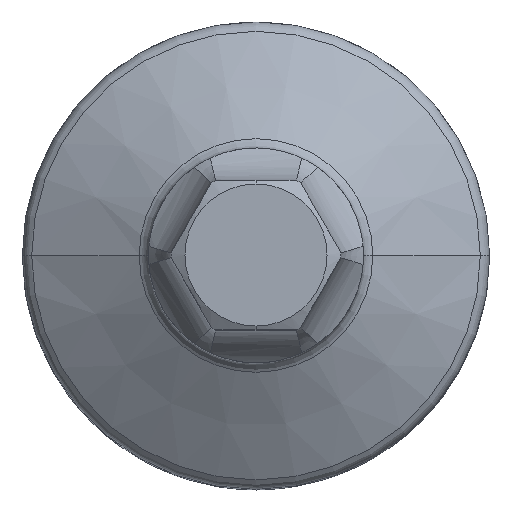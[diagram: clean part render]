
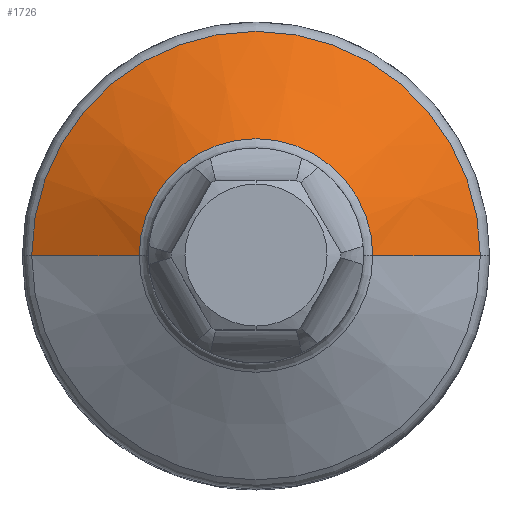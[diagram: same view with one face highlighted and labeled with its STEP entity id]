
A CAD part, top view. The second image highlights one B-rep face of the part: STEP entity #1726.
In plain terms, the highlighted conical face has half-angle 60 degrees and reference radius 9.125 mm.
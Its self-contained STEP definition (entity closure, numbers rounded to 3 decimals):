
#449=DIRECTION('',(0.866,0.,0.5));
#450=VECTOR('',#449,6.64);
#451=CARTESIAN_POINT('',(-12.,0.,24.392));
#452=LINE('',#451,#450);
#458=DIRECTION('',(-0.866,0.,0.5));
#459=VECTOR('',#458,6.64);
#460=CARTESIAN_POINT('',(12.,0.,24.392));
#461=LINE('',#460,#459);
#472=CARTESIAN_POINT('',(0.,0.,24.392));
#473=DIRECTION('',(0.,0.,1.));
#474=DIRECTION('',(1.,0.,0.));
#475=AXIS2_PLACEMENT_3D('',#472,#473,#474);
#477=CARTESIAN_POINT('',(0.,0.,27.711));
#478=DIRECTION('',(0.,0.,-1.));
#479=DIRECTION('',(-1.,0.,0.));
#480=AXIS2_PLACEMENT_3D('',#477,#478,#479);
#1233=CARTESIAN_POINT('',(6.25,0.,27.711));
#1234=CARTESIAN_POINT('',(-6.25,0.,27.711));
#1235=VERTEX_POINT('',#1233);
#1236=VERTEX_POINT('',#1234);
#1237=CARTESIAN_POINT('',(-12.,0.,24.392));
#1238=CARTESIAN_POINT('',(12.,0.,24.392));
#1239=VERTEX_POINT('',#1237);
#1240=VERTEX_POINT('',#1238);
#1715=CARTESIAN_POINT('',(0.,0.,26.051));
#1716=DIRECTION('',(0.,0.,-1.));
#1717=DIRECTION('',(1.,0.,0.));
#1718=AXIS2_PLACEMENT_3D('',#1715,#1716,#1717);
#1719=CONICAL_SURFACE('',#1718,9.125,60.);
#1720=ORIENTED_EDGE('',*,*,#1706,.F.);
#1721=ORIENTED_EDGE('',*,*,#1681,.T.);
#1722=ORIENTED_EDGE('',*,*,#1567,.F.);
#1723=ORIENTED_EDGE('',*,*,#1678,.F.);
#1724=EDGE_LOOP('',(#1720,#1721,#1722,#1723));
#1725=FACE_OUTER_BOUND('',#1724,.F.);
#1726=ADVANCED_FACE('',(#1725),#1719,.T.);
#476=CIRCLE('',#475,12.);
#481=CIRCLE('',#480,6.25);
#1567=EDGE_CURVE('',#1236,#1235,#481,.T.);
#1678=EDGE_CURVE('',#1239,#1236,#452,.T.);
#1681=EDGE_CURVE('',#1240,#1235,#461,.T.);
#1706=EDGE_CURVE('',#1240,#1239,#476,.T.);
